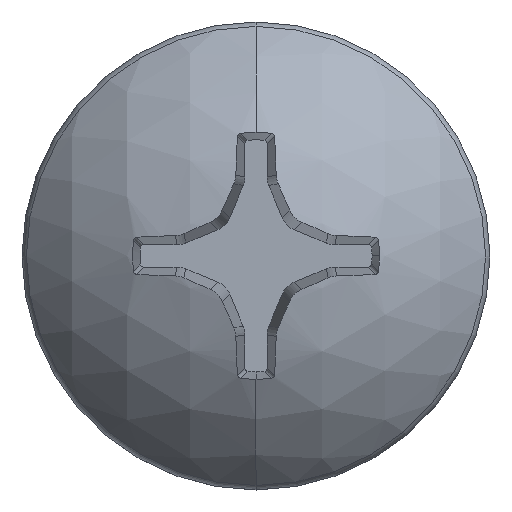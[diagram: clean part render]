
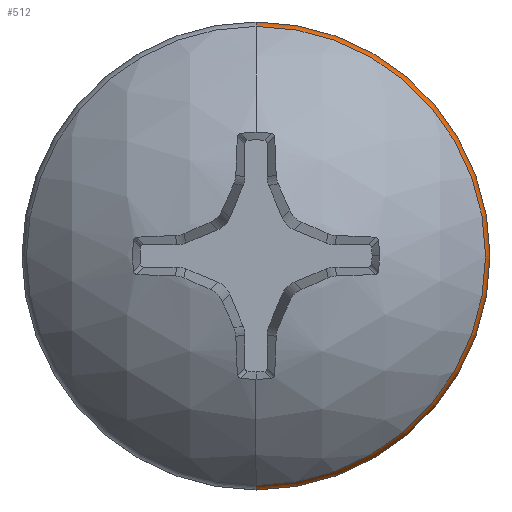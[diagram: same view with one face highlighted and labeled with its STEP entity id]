
A CAD part, top view. The second image highlights one B-rep face of the part: STEP entity #512.
In plain terms, the highlighted toroidal (fillet/blend) face has major radius 1.623 mm and minor radius 0.18 mm.
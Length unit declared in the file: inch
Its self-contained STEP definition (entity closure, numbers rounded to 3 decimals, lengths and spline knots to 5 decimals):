
#150 = EDGE_CURVE ( 'NONE', #2008, #2603, #2538, .T. ) ;
#425 = CIRCLE ( 'NONE', #3297, 0.0071 ) ;
#512 = ADVANCED_FACE ( 'NONE', ( #5090 ), #5534, .T. ) ;
#520 = CARTESIAN_POINT ( 'NONE',  ( 0., 0.071, 0.143 ) ) ;
#545 = AXIS2_PLACEMENT_3D ( 'NONE', #6056, #1196, #2106 ) ;
#961 = AXIS2_PLACEMENT_3D ( 'NONE', #4899, #1953, #3868 ) ;
#965 = AXIS2_PLACEMENT_3D ( 'NONE', #2777, #2746, #4748 ) ;
#1072 = ORIENTED_EDGE ( 'NONE', *, *, #150, .T. ) ;
#1196 = DIRECTION ( 'NONE',  ( 0., 0., 1. ) ) ;
#1505 = CARTESIAN_POINT ( 'NONE',  ( 0., -0.071, 0.143 ) ) ;
#1559 = CIRCLE ( 'NONE', #961, 0.06965 ) ;
#1726 = EDGE_CURVE ( 'NONE', #1943, #2008, #4420, .T. ) ;
#1943 = VERTEX_POINT ( 'NONE', #1505 ) ;
#1953 = DIRECTION ( 'NONE',  ( 0., 0., 1. ) ) ;
#2008 = VERTEX_POINT ( 'NONE', #520 ) ;
#2106 = DIRECTION ( 'NONE',  ( 0., -1., 0. ) ) ;
#2151 = DIRECTION ( 'NONE',  ( 0., 1., 0. ) ) ;
#2459 = ORIENTED_EDGE ( 'NONE', *, *, #5802, .F. ) ;
#2463 = ORIENTED_EDGE ( 'NONE', *, *, #3347, .F. ) ;
#2538 = CIRCLE ( 'NONE', #6292, 0.0071 ) ;
#2603 = VERTEX_POINT ( 'NONE', #5918 ) ;
#2741 = EDGE_LOOP ( 'NONE', ( #5610, #1072, #2459, #2463 ) ) ;
#2746 = DIRECTION ( 'NONE',  ( 0., 0., 1. ) ) ;
#2777 = CARTESIAN_POINT ( 'NONE',  ( 0., 0., 0.143 ) ) ;
#3136 = CARTESIAN_POINT ( 'NONE',  ( 0., -0.0639, 0.143 ) ) ;
#3297 = AXIS2_PLACEMENT_3D ( 'NONE', #3136, #3620, #5113 ) ;
#3347 = EDGE_CURVE ( 'NONE', #1943, #4234, #425, .T. ) ;
#3620 = DIRECTION ( 'NONE',  ( -1., 0., 0. ) ) ;
#3868 = DIRECTION ( 'NONE',  ( 0., -1., 0. ) ) ;
#4097 = CARTESIAN_POINT ( 'NONE',  ( 0., -0.06965, 0.14716 ) ) ;
#4234 = VERTEX_POINT ( 'NONE', #4097 ) ;
#4420 = CIRCLE ( 'NONE', #965, 0.071 ) ;
#4748 = DIRECTION ( 'NONE',  ( 0., -1., 0. ) ) ;
#4899 = CARTESIAN_POINT ( 'NONE',  ( 0., 0., 0.14716 ) ) ;
#5090 = FACE_OUTER_BOUND ( 'NONE', #2741, .T. ) ;
#5113 = DIRECTION ( 'NONE',  ( 0., 0., 1. ) ) ;
#5116 = CARTESIAN_POINT ( 'NONE',  ( 0., 0.0639, 0.143 ) ) ;
#5202 = DIRECTION ( 'NONE',  ( 1., 0., 0. ) ) ;
#5534 = TOROIDAL_SURFACE ( 'NONE', #545, 0.0639, 0.0071 ) ;
#5610 = ORIENTED_EDGE ( 'NONE', *, *, #1726, .T. ) ;
#5802 = EDGE_CURVE ( 'NONE', #4234, #2603, #1559, .T. ) ;
#5918 = CARTESIAN_POINT ( 'NONE',  ( 0., 0.06965, 0.14716 ) ) ;
#6056 = CARTESIAN_POINT ( 'NONE',  ( 0., 0., 0.143 ) ) ;
#6292 = AXIS2_PLACEMENT_3D ( 'NONE', #5116, #5202, #2151 ) ;
